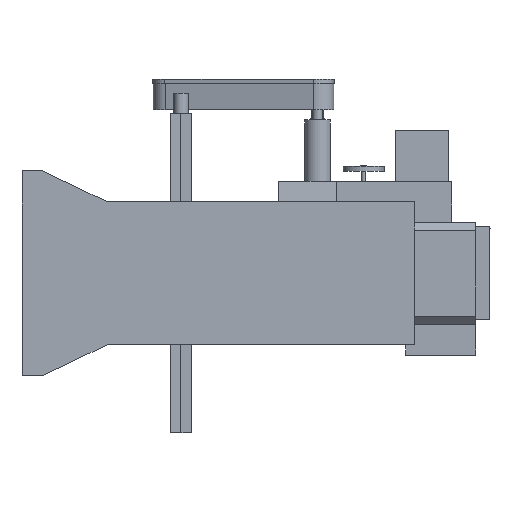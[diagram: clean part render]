
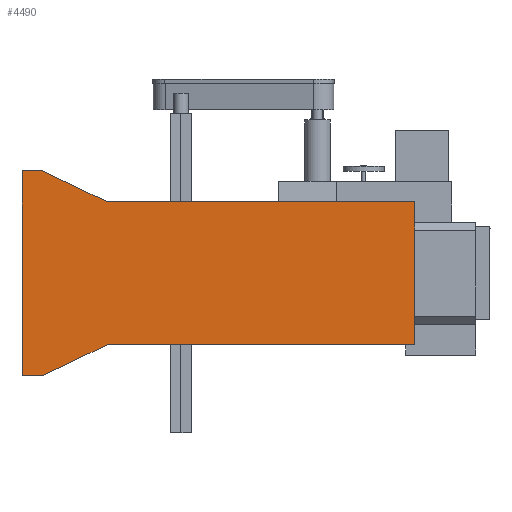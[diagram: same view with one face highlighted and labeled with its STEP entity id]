
A CAD part, front view. The second image highlights one B-rep face of the part: STEP entity #4490.
In plain terms, the highlighted planar face has unit normal (0, -1, 0).
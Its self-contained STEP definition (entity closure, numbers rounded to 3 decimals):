
#102 = VERTEX_POINT ( 'NONE', #9836 ) ;
#129 = EDGE_CURVE ( 'NONE', #102, #14337, #12121, .T. ) ;
#442 = EDGE_CURVE ( 'NONE', #8954, #102, #7843, .T. ) ;
#538 = CARTESIAN_POINT ( 'NONE',  ( 10., 0., 0. ) ) ;
#647 = VERTEX_POINT ( 'NONE', #4090 ) ;
#693 = VERTEX_POINT ( 'NONE', #778 ) ;
#778 = CARTESIAN_POINT ( 'NONE',  ( 0., 0., 0. ) ) ;
#1204 = VERTEX_POINT ( 'NONE', #4140 ) ;
#1251 = CARTESIAN_POINT ( 'NONE',  ( 191.567, 0., -84.882 ) ) ;
#1419 = ORIENTED_EDGE ( 'NONE', *, *, #13274, .F. ) ;
#1996 = VECTOR ( 'NONE', #2674, 1000. ) ;
#2055 = CARTESIAN_POINT ( 'NONE',  ( 0., 0., -100. ) ) ;
#2111 = LINE ( 'NONE', #6601, #11255 ) ;
#2227 = DIRECTION ( 'NONE',  ( 1., 0., 0. ) ) ;
#2260 = DIRECTION ( 'NONE',  ( -0.902, 0., -0.432 ) ) ;
#2514 = EDGE_CURVE ( 'NONE', #14337, #693, #13881, .T. ) ;
#2674 = DIRECTION ( 'NONE',  ( 1., 0., 0. ) ) ;
#3256 = ORIENTED_EDGE ( 'NONE', *, *, #129, .F. ) ;
#3823 = CARTESIAN_POINT ( 'NONE',  ( 0., 0., 0. ) ) ;
#3942 = EDGE_CURVE ( 'NONE', #12908, #8954, #14034, .T. ) ;
#3968 = CARTESIAN_POINT ( 'NONE',  ( 41.567, 0., -84.882 ) ) ;
#4090 = CARTESIAN_POINT ( 'NONE',  ( 41.567, 0., -15.118 ) ) ;
#4100 = DIRECTION ( 'NONE',  ( 0., 1., 0. ) ) ;
#4140 = CARTESIAN_POINT ( 'NONE',  ( 191.567, 0., -15.118 ) ) ;
#4490 = ADVANCED_FACE ( 'NONE', ( #5205 ), #9678, .F. ) ;
#4638 = VECTOR ( 'NONE', #2260, 1000. ) ;
#4640 = EDGE_LOOP ( 'NONE', ( #13541, #8315, #3256, #12577, #8607, #1419, #6870, #14384 ) ) ;
#4722 = VERTEX_POINT ( 'NONE', #5852 ) ;
#4844 = CARTESIAN_POINT ( 'NONE',  ( 41.567, 0., -84.882 ) ) ;
#5025 = DIRECTION ( 'NONE',  ( 0.902, 0., -0.432 ) ) ;
#5205 = FACE_OUTER_BOUND ( 'NONE', #4640, .T. ) ;
#5296 = EDGE_CURVE ( 'NONE', #4722, #647, #10603, .T. ) ;
#5852 = CARTESIAN_POINT ( 'NONE',  ( 10., 0., 0. ) ) ;
#5879 = VECTOR ( 'NONE', #2227, 1000. ) ;
#6203 = EDGE_CURVE ( 'NONE', #693, #4722, #8256, .T. ) ;
#6269 = VECTOR ( 'NONE', #6540, 1000. ) ;
#6540 = DIRECTION ( 'NONE',  ( -1., 0., 0. ) ) ;
#6586 = AXIS2_PLACEMENT_3D ( 'NONE', #14162, #4100, #8583 ) ;
#6601 = CARTESIAN_POINT ( 'NONE',  ( 191.567, 0., -15.118 ) ) ;
#6870 = ORIENTED_EDGE ( 'NONE', *, *, #7368, .F. ) ;
#7368 = EDGE_CURVE ( 'NONE', #647, #1204, #7812, .T. ) ;
#7812 = LINE ( 'NONE', #12285, #5879 ) ;
#7843 = LINE ( 'NONE', #12319, #4638 ) ;
#8256 = LINE ( 'NONE', #12731, #1996 ) ;
#8306 = DIRECTION ( 'NONE',  ( 0., 0., 1. ) ) ;
#8315 = ORIENTED_EDGE ( 'NONE', *, *, #2514, .F. ) ;
#8453 = DIRECTION ( 'NONE',  ( -1., 0., 0. ) ) ;
#8583 = DIRECTION ( 'NONE',  ( 0., 0., 1. ) ) ;
#8607 = ORIENTED_EDGE ( 'NONE', *, *, #3942, .F. ) ;
#8954 = VERTEX_POINT ( 'NONE', #4844 ) ;
#9638 = CARTESIAN_POINT ( 'NONE',  ( 0., 0., -100. ) ) ;
#9678 = PLANE ( 'NONE',  #6586 ) ;
#9836 = CARTESIAN_POINT ( 'NONE',  ( 10., 0., -100. ) ) ;
#10516 = VECTOR ( 'NONE', #8453, 1000. ) ;
#10517 = VECTOR ( 'NONE', #5025, 1000. ) ;
#10603 = LINE ( 'NONE', #538, #10517 ) ;
#11077 = DIRECTION ( 'NONE',  ( 0., 0., -1. ) ) ;
#11255 = VECTOR ( 'NONE', #11077, 1000. ) ;
#12121 = LINE ( 'NONE', #2055, #6269 ) ;
#12285 = CARTESIAN_POINT ( 'NONE',  ( 41.567, 0., -15.118 ) ) ;
#12319 = CARTESIAN_POINT ( 'NONE',  ( 10., 0., -100. ) ) ;
#12577 = ORIENTED_EDGE ( 'NONE', *, *, #442, .F. ) ;
#12731 = CARTESIAN_POINT ( 'NONE',  ( 0., 0., 0. ) ) ;
#12908 = VERTEX_POINT ( 'NONE', #1251 ) ;
#13274 = EDGE_CURVE ( 'NONE', #1204, #12908, #2111, .T. ) ;
#13541 = ORIENTED_EDGE ( 'NONE', *, *, #6203, .F. ) ;
#13881 = LINE ( 'NONE', #3823, #14062 ) ;
#14034 = LINE ( 'NONE', #3968, #10516 ) ;
#14062 = VECTOR ( 'NONE', #8306, 1000. ) ;
#14162 = CARTESIAN_POINT ( 'NONE',  ( 0., 0., 0. ) ) ;
#14337 = VERTEX_POINT ( 'NONE', #9638 ) ;
#14384 = ORIENTED_EDGE ( 'NONE', *, *, #5296, .F. ) ;
